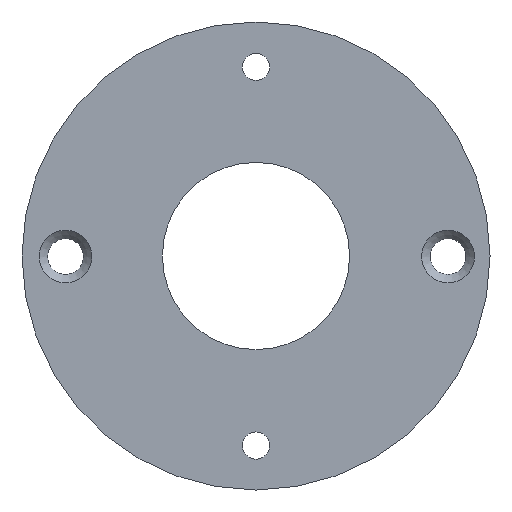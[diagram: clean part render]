
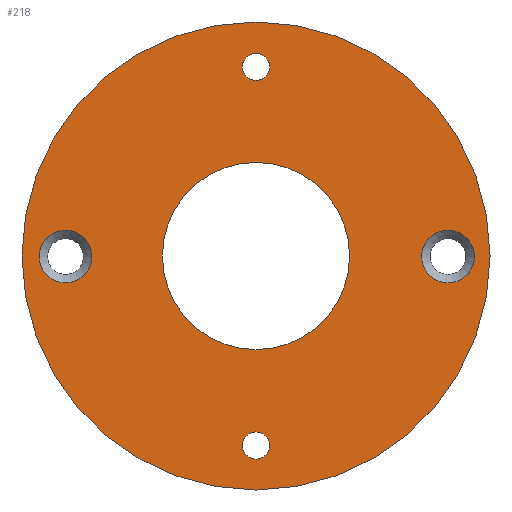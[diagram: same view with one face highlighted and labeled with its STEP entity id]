
A CAD part, front view. The second image highlights one B-rep face of the part: STEP entity #218.
In plain terms, the highlighted planar face has unit normal (0, -1, 0).
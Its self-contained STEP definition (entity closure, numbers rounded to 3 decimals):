
#50=FACE_BOUND('',#77,.T.);
#51=FACE_BOUND('',#78,.T.);
#52=FACE_BOUND('',#79,.T.);
#53=FACE_BOUND('',#80,.T.);
#54=FACE_BOUND('',#81,.T.);
#58=FACE_OUTER_BOUND('',#76,.T.);
#76=EDGE_LOOP('',(#167));
#77=EDGE_LOOP('',(#168));
#78=EDGE_LOOP('',(#169));
#79=EDGE_LOOP('',(#170));
#80=EDGE_LOOP('',(#171));
#81=EDGE_LOOP('',(#172));
#99=CIRCLE('',#251,3.1);
#101=CIRCLE('',#254,27.5);
#102=CIRCLE('',#255,3.1);
#103=CIRCLE('',#256,1.6);
#104=CIRCLE('',#257,1.6);
#105=CIRCLE('',#258,11.);
#117=VERTEX_POINT('',#363);
#119=VERTEX_POINT('',#369);
#120=VERTEX_POINT('',#371);
#121=VERTEX_POINT('',#373);
#122=VERTEX_POINT('',#375);
#123=VERTEX_POINT('',#377);
#135=EDGE_CURVE('',#117,#117,#99,.T.);
#138=EDGE_CURVE('',#119,#119,#101,.T.);
#139=EDGE_CURVE('',#120,#120,#102,.T.);
#140=EDGE_CURVE('',#121,#121,#103,.T.);
#141=EDGE_CURVE('',#122,#122,#104,.T.);
#142=EDGE_CURVE('',#123,#123,#105,.T.);
#167=ORIENTED_EDGE('',*,*,#138,.T.);
#168=ORIENTED_EDGE('',*,*,#139,.F.);
#169=ORIENTED_EDGE('',*,*,#140,.T.);
#170=ORIENTED_EDGE('',*,*,#141,.T.);
#171=ORIENTED_EDGE('',*,*,#142,.T.);
#172=ORIENTED_EDGE('',*,*,#135,.F.);
#214=PLANE('',#253);
#218=ADVANCED_FACE('',(#58,#50,#51,#52,#53,#54),#214,.T.);
#251=AXIS2_PLACEMENT_3D('',#364,#292,#293);
#253=AXIS2_PLACEMENT_3D('',#368,#297,#298);
#254=AXIS2_PLACEMENT_3D('',#370,#299,#300);
#255=AXIS2_PLACEMENT_3D('',#372,#301,#302);
#256=AXIS2_PLACEMENT_3D('',#374,#303,#304);
#257=AXIS2_PLACEMENT_3D('',#376,#305,#306);
#258=AXIS2_PLACEMENT_3D('',#378,#307,#308);
#292=DIRECTION('center_axis',(0.,-1.,0.));
#293=DIRECTION('ref_axis',(1.,0.,0.));
#297=DIRECTION('center_axis',(0.,-1.,0.));
#298=DIRECTION('ref_axis',(1.,0.,0.));
#299=DIRECTION('center_axis',(0.,-1.,0.));
#300=DIRECTION('ref_axis',(1.,0.,0.));
#301=DIRECTION('center_axis',(0.,-1.,0.));
#302=DIRECTION('ref_axis',(1.,0.,0.));
#303=DIRECTION('center_axis',(0.,1.,0.));
#304=DIRECTION('ref_axis',(1.,0.,0.));
#305=DIRECTION('center_axis',(0.,1.,0.));
#306=DIRECTION('ref_axis',(1.,0.,0.));
#307=DIRECTION('center_axis',(0.,1.,0.));
#308=DIRECTION('ref_axis',(1.,0.,0.));
#363=CARTESIAN_POINT('',(19.467,-3.5,-0.069));
#364=CARTESIAN_POINT('Origin',(22.567,-3.5,-0.069));
#368=CARTESIAN_POINT('Origin',(0.,-3.5,0.));
#369=CARTESIAN_POINT('',(-27.5,-3.5,0.));
#370=CARTESIAN_POINT('Origin',(0.,-3.5,0.));
#371=CARTESIAN_POINT('',(-25.487,-3.5,-0.069));
#372=CARTESIAN_POINT('Origin',(-22.387,-3.5,-0.069));
#373=CARTESIAN_POINT('',(-1.6,-3.5,22.231));
#374=CARTESIAN_POINT('Origin',(0.,-3.5,22.231));
#375=CARTESIAN_POINT('',(-1.6,-3.5,-22.278));
#376=CARTESIAN_POINT('Origin',(0.,-3.5,-22.278));
#377=CARTESIAN_POINT('',(-11.,-3.5,0.));
#378=CARTESIAN_POINT('Origin',(0.,-3.5,0.));
